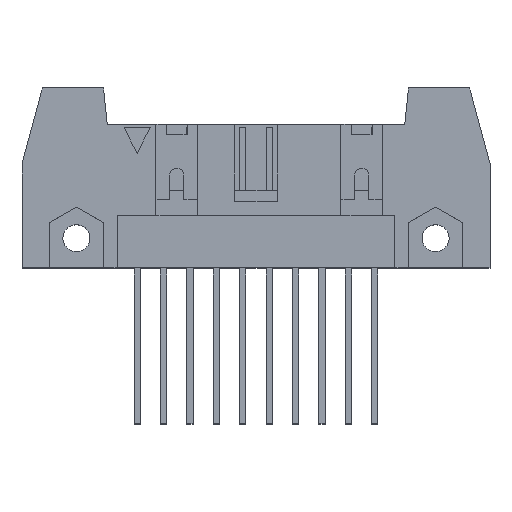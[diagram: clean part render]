
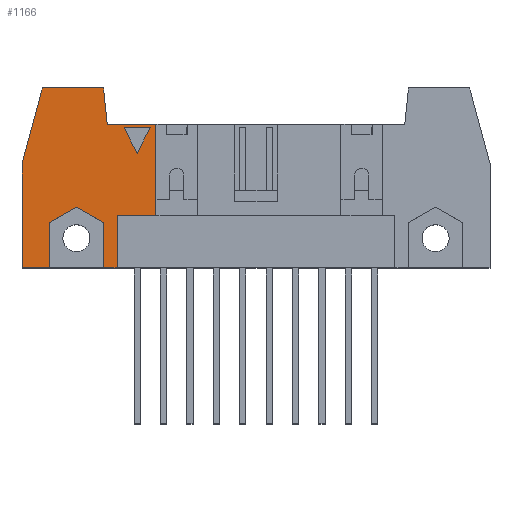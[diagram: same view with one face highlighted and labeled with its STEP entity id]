
A CAD part, top view. The second image highlights one B-rep face of the part: STEP entity #1166.
In plain terms, the highlighted planar face has unit normal (0, 0, 1).
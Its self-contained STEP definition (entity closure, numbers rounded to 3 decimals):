
#843=FACE_BOUND('',#2104,.T.);
#844=FACE_BOUND('',#2105,.T.);
#1166=ADVANCED_FACE('',(#843,#844),#1469,.T.);
#1469=PLANE('',#6927);
#2104=EDGE_LOOP('',(#3452,#3453,#3454));
#2105=EDGE_LOOP('',(#3455,#3456,#3457,#3458,#3459,#3460,#3461,#3462,#3463,
#3464,#3465,#3466,#3467,#3468));
#3452=ORIENTED_EDGE('',*,*,#4727,.T.);
#3453=ORIENTED_EDGE('',*,*,#4720,.T.);
#3454=ORIENTED_EDGE('',*,*,#4724,.T.);
#3455=ORIENTED_EDGE('',*,*,#5019,.T.);
#3456=ORIENTED_EDGE('',*,*,#4927,.F.);
#3457=ORIENTED_EDGE('',*,*,#4931,.F.);
#3458=ORIENTED_EDGE('',*,*,#4934,.F.);
#3459=ORIENTED_EDGE('',*,*,#4939,.F.);
#3460=ORIENTED_EDGE('',*,*,#4952,.F.);
#3461=ORIENTED_EDGE('',*,*,#4979,.F.);
#3462=ORIENTED_EDGE('',*,*,#4787,.T.);
#3463=ORIENTED_EDGE('',*,*,#4790,.T.);
#3464=ORIENTED_EDGE('',*,*,#4793,.T.);
#3465=ORIENTED_EDGE('',*,*,#4796,.T.);
#3466=ORIENTED_EDGE('',*,*,#4978,.F.);
#3467=ORIENTED_EDGE('',*,*,#5021,.T.);
#3468=ORIENTED_EDGE('',*,*,#5022,.T.);
#4047=VERTEX_POINT('',#9317);
#4048=VERTEX_POINT('',#9319);
#4050=VERTEX_POINT('',#9325);
#4091=VERTEX_POINT('',#9453);
#4093=VERTEX_POINT('',#9457);
#4095=VERTEX_POINT('',#9463);
#4097=VERTEX_POINT('',#9469);
#4099=VERTEX_POINT('',#9475);
#4194=VERTEX_POINT('',#9741);
#4195=VERTEX_POINT('',#9743);
#4197=VERTEX_POINT('',#9749);
#4200=VERTEX_POINT('',#9756);
#4203=VERTEX_POINT('',#9765);
#4214=VERTEX_POINT('',#9792);
#4231=VERTEX_POINT('',#9841);
#4253=VERTEX_POINT('',#9921);
#4254=VERTEX_POINT('',#9925);
#4720=EDGE_CURVE('',#4048,#4047,#5517,.T.);
#4724=EDGE_CURVE('',#4047,#4050,#5521,.T.);
#4727=EDGE_CURVE('',#4050,#4048,#5524,.T.);
#4787=EDGE_CURVE('',#4091,#4093,#5580,.T.);
#4790=EDGE_CURVE('',#4093,#4095,#5583,.T.);
#4793=EDGE_CURVE('',#4095,#4097,#5586,.T.);
#4796=EDGE_CURVE('',#4097,#4099,#5589,.T.);
#4927=EDGE_CURVE('',#4194,#4195,#5710,.T.);
#4931=EDGE_CURVE('',#4197,#4194,#5714,.T.);
#4934=EDGE_CURVE('',#4200,#4197,#5717,.T.);
#4939=EDGE_CURVE('',#4203,#4200,#5722,.T.);
#4952=EDGE_CURVE('',#4214,#4203,#5735,.T.);
#4978=EDGE_CURVE('',#4231,#4099,#5760,.T.);
#4979=EDGE_CURVE('',#4091,#4214,#5761,.T.);
#5019=EDGE_CURVE('',#4253,#4195,#5798,.T.);
#5021=EDGE_CURVE('',#4231,#4254,#5800,.T.);
#5022=EDGE_CURVE('',#4254,#4253,#5801,.T.);
#5517=LINE('',#9318,#6294);
#5521=LINE('',#9327,#6298);
#5524=LINE('',#9332,#6301);
#5580=LINE('',#9458,#6357);
#5583=LINE('',#9464,#6360);
#5586=LINE('',#9470,#6363);
#5589=LINE('',#9476,#6366);
#5710=LINE('',#9742,#6487);
#5714=LINE('',#9750,#6491);
#5717=LINE('',#9757,#6494);
#5722=LINE('',#9766,#6499);
#5735=LINE('',#9793,#6512);
#5760=LINE('',#9842,#6537);
#5761=LINE('',#9843,#6538);
#5798=LINE('',#9920,#6575);
#5800=LINE('',#9924,#6577);
#5801=LINE('',#9926,#6578);
#6294=VECTOR('',#7764,1.);
#6298=VECTOR('',#7770,1.);
#6301=VECTOR('',#7777,1.);
#6357=VECTOR('',#7889,1.);
#6360=VECTOR('',#7894,1.);
#6363=VECTOR('',#7899,1.);
#6366=VECTOR('',#7904,1.);
#6487=VECTOR('',#8125,1.);
#6491=VECTOR('',#8131,1.);
#6494=VECTOR('',#8136,1.);
#6499=VECTOR('',#8143,1.);
#6512=VECTOR('',#8162,1.);
#6537=VECTOR('',#8201,1.);
#6538=VECTOR('',#8202,1.);
#6575=VECTOR('',#8277,1.);
#6577=VECTOR('',#8281,1.);
#6578=VECTOR('',#8282,1.);
#6927=AXIS2_PLACEMENT_3D('',#9927,#8283,#8284);
#7764=DIRECTION('',(-0.447,-0.894,0.));
#7770=DIRECTION('',(-0.447,0.894,0.));
#7777=DIRECTION('',(1.,0.,0.));
#7889=DIRECTION('',(0.,1.,0.));
#7894=DIRECTION('',(0.866,0.5,0.));
#7899=DIRECTION('',(0.866,-0.5,0.));
#7904=DIRECTION('',(0.,-1.,0.));
#8125=DIRECTION('',(1.,0.,0.));
#8131=DIRECTION('',(0.103,-0.995,0.));
#8136=DIRECTION('',(1.,0.,0.));
#8143=DIRECTION('',(0.259,0.966,0.));
#8162=DIRECTION('',(0.,1.,0.));
#8201=DIRECTION('',(-1.,0.,0.));
#8202=DIRECTION('',(-1.,0.,0.));
#8277=DIRECTION('',(0.,1.,0.));
#8281=DIRECTION('',(0.,1.,0.));
#8282=DIRECTION('',(1.,0.,0.));
#8283=DIRECTION('',(0.,0.,1.));
#8284=DIRECTION('',(1.,0.,0.));
#9317=CARTESIAN_POINT('',(-20.503,13.59,8.5));
#9318=CARTESIAN_POINT('',(-19.253,16.09,8.5));
#9319=CARTESIAN_POINT('',(-19.253,16.09,8.5));
#9325=CARTESIAN_POINT('',(-21.753,16.09,8.5));
#9327=CARTESIAN_POINT('',(-20.503,13.59,8.5));
#9332=CARTESIAN_POINT('',(-21.753,16.09,8.5));
#9453=CARTESIAN_POINT('',(-28.943,2.59,8.5));
#9457=CARTESIAN_POINT('',(-28.943,6.945,8.5));
#9458=CARTESIAN_POINT('',(-28.943,2.59,8.5));
#9463=CARTESIAN_POINT('',(-26.343,8.446,8.5));
#9464=CARTESIAN_POINT('',(-28.943,6.945,8.5));
#9469=CARTESIAN_POINT('',(-23.743,6.945,8.5));
#9470=CARTESIAN_POINT('',(-26.343,8.446,8.5));
#9475=CARTESIAN_POINT('',(-23.743,2.59,8.5));
#9476=CARTESIAN_POINT('',(-23.743,6.945,8.5));
#9741=CARTESIAN_POINT('',(-23.374,16.39,8.5));
#9742=CARTESIAN_POINT('',(-23.374,16.39,8.5));
#9743=CARTESIAN_POINT('',(-18.693,16.39,8.5));
#9749=CARTESIAN_POINT('',(-23.738,19.89,8.5));
#9750=CARTESIAN_POINT('',(-23.738,19.89,8.5));
#9756=CARTESIAN_POINT('',(-29.617,19.89,8.5));
#9757=CARTESIAN_POINT('',(-29.617,19.89,8.5));
#9765=CARTESIAN_POINT('',(-31.573,12.59,8.5));
#9766=CARTESIAN_POINT('',(-31.573,12.59,8.5));
#9792=CARTESIAN_POINT('',(-31.573,2.59,8.5));
#9793=CARTESIAN_POINT('',(-31.573,2.59,8.5));
#9841=CARTESIAN_POINT('',(-22.423,2.59,8.5));
#9842=CARTESIAN_POINT('',(-22.423,2.59,8.5));
#9843=CARTESIAN_POINT('',(-28.943,2.59,8.5));
#9920=CARTESIAN_POINT('',(-18.693,7.59,8.5));
#9921=CARTESIAN_POINT('',(-18.693,7.59,8.5));
#9924=CARTESIAN_POINT('',(-22.423,2.59,8.5));
#9925=CARTESIAN_POINT('',(-22.423,7.59,8.5));
#9926=CARTESIAN_POINT('',(-22.423,7.59,8.5));
#9927=CARTESIAN_POINT('',(-33.823,1.725,8.5));
